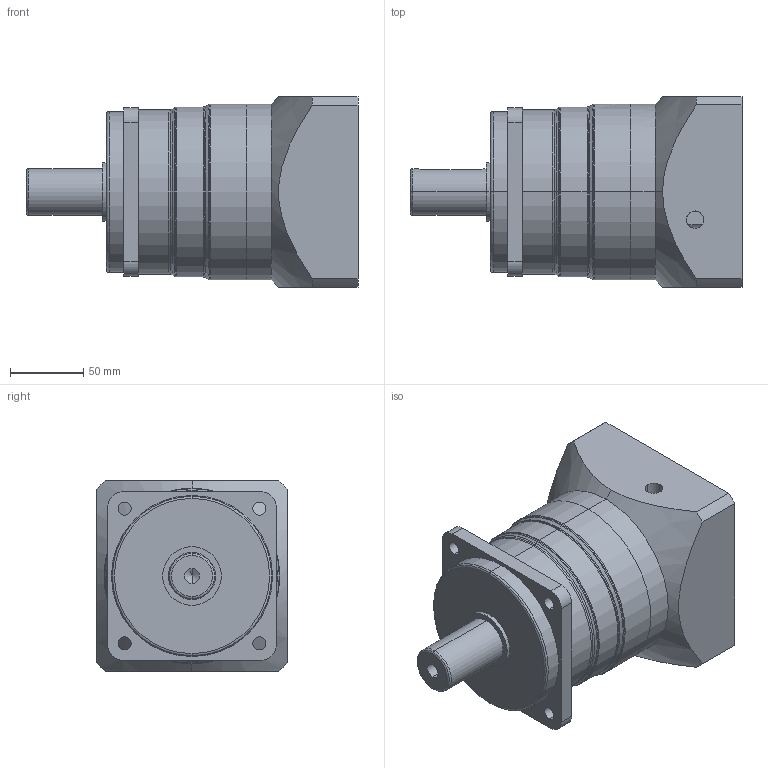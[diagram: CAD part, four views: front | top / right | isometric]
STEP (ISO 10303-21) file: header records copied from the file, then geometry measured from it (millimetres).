
FILE_DESCRIPTION((''),'2;1');
FILE_NAME('00_ASM','2022-06-10T15:12:46',('Administrator'),(''),'CREO PARAMETRIC BY PTC INC, 2019010','CREO PARAMETRIC BY PTC INC, 2019010','');
FILE_SCHEMA(('CONFIG_CONTROL_DESIGN'));
Length unit declared in the file: millimetre
Products named in the file (3): 100; 300; 00_ASM
Assembly tree (2 placements, depth 2):
  00_ASM
    100
    300
Bounding box: 226.7 x 130 x 130 mm (x, y, z)
Volume: 1971326.8 mm3; surface area: 160500.2 mm2
Topology: 2 solids, 2 shells, 405 faces, 1075 edges, 700 vertices
Faces by surface type: plane 138, bspline 125, cylinder 78, torus 24, cone 20, extrusion 20
Entity records: 30981 total; most frequent: CARTESIAN_POINT 21535, ORIENTED_EDGE 2130, DIRECTION 1610, EDGE_CURVE 1065, VERTEX_POINT 700, AXIS2_PLACEMENT_3D 550, VECTOR 510, LINE 490
